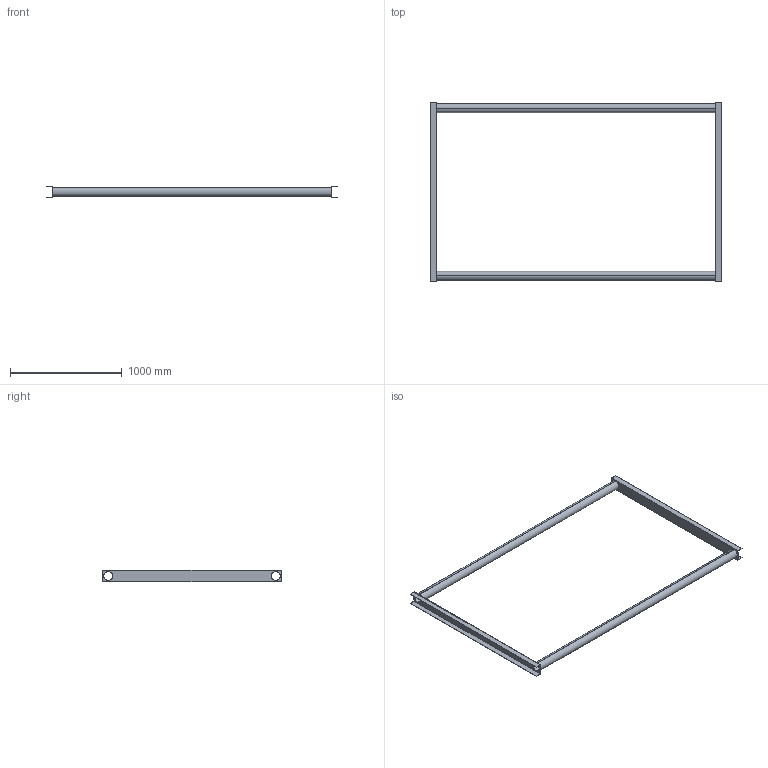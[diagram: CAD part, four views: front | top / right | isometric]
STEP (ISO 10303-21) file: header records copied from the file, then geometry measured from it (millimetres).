
FILE_DESCRIPTION (( 'STEP AP203' ), '1' );
FILE_NAME ('CoLo.STEP', '2020-04-25T16:07:42', ( '' ), ( '' ), 'SwSTEP 2.0', 'SolidWorks 2019', '' );
FILE_SCHEMA (( 'CONFIG_CONTROL_DESIGN' ));
Length unit declared in the file: millimetre
Products named in the file (1): CoLo
Bounding box: 2603 x 1600 x 103 mm (x, y, z)
Volume: 3112816.9 mm3; surface area: 3777638.2 mm2
Topology: 1 solids, 1 shells, 30 faces, 90 edges, 60 vertices
Faces by surface type: plane 24, cylinder 6
Entity records: 1111 total; most frequent: CARTESIAN_POINT 181, ORIENTED_EDGE 180, DIRECTION 172, EDGE_CURVE 90, LINE 70, VECTOR 70, VERTEX_POINT 60, AXIS2_PLACEMENT_3D 51
